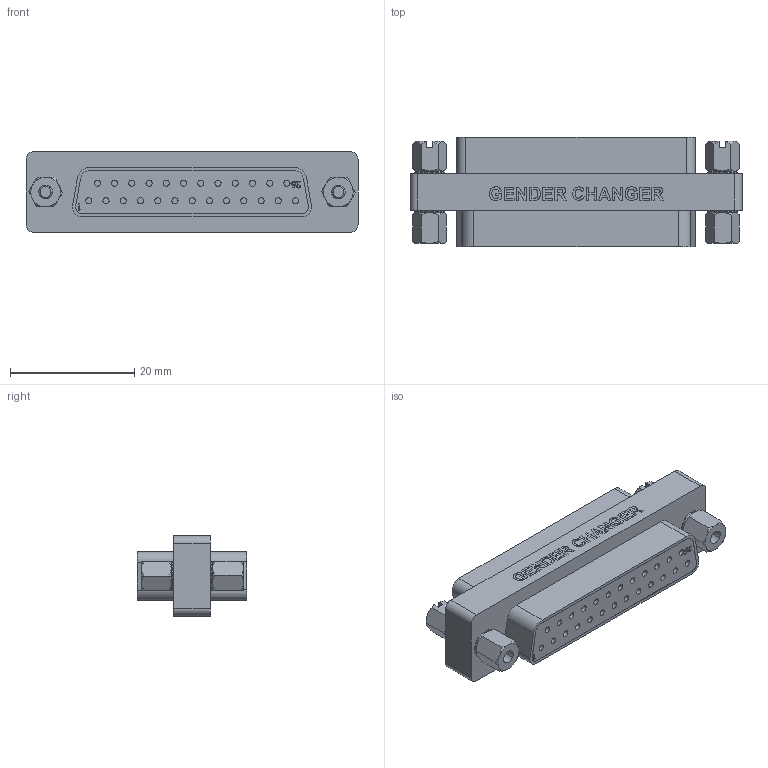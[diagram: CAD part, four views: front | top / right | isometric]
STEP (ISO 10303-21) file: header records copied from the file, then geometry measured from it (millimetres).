
FILE_DESCRIPTION (( 'STEP AP203' ), '1' );
FILE_NAME ('DGB25F.STEP', '2006-06-23T18:35:13', ( 'lcom' ), ( 'lcom' ), 'SwSTEP 2.0', 'SolidWorks 2006004', '' );
FILE_SCHEMA (( 'CONFIG_CONTROL_DESIGN' ));
Length unit declared in the file: inch
Products named in the file (5): DGB25F; DGB25F-MA1; SDG400S-PROD_SDG400S-PROD; 3AA05-002; SD25S_Without Mounting Flange and Solder Cups
Assembly tree (7 placements, depth 2):
  DGB25F
    SD25S_Without Mounting Flange and Solder Cups  x2
    SDG400S-PROD_SDG400S-PROD  x2
    3AA05-002  x2
    DGB25F-MA1
Bounding box: 53.34 x 17.65 x 12.95 mm (x, y, z)
Volume: 7649.8 mm3; surface area: 6441.1 mm2
Topology: 7 solids, 7 shells, 969 faces, 2274 edges, 1414 vertices
Faces by surface type: plane 371, cone 260, cylinder 188, bspline 126, sphere 12, torus 12
Entity records: 29699 total; most frequent: CARTESIAN_POINT 14315, ORIENTED_EDGE 3172, DIRECTION 2798, EDGE_CURVE 1586, VERTEX_POINT 1005, VECTOR 950, LINE 950, AXIS2_PLACEMENT_3D 924
